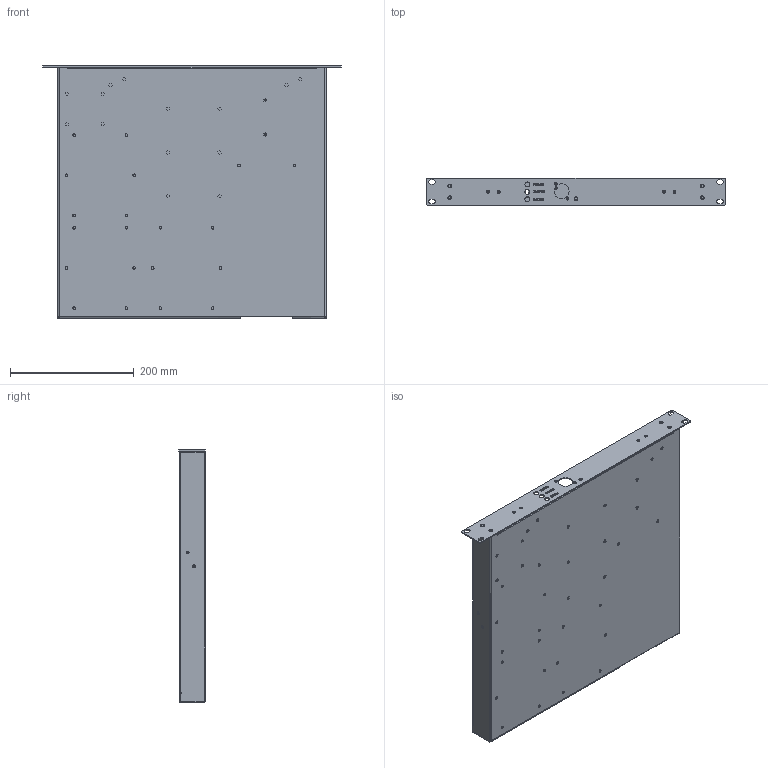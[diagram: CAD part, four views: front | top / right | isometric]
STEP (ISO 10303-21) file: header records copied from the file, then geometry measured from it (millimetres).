
FILE_DESCRIPTION (( 'STEP AP214' ), '1' );
FILE_NAME ('Enclosure with PEMS.STEP', '2019-06-05T20:34:38', ( '' ), ( '' ), 'SwSTEP 2.0', 'SolidWorks 2019', '' );
FILE_SCHEMA (( 'AUTOMOTIVE_DESIGN' ));
Length unit declared in the file: millimetre
Products named in the file (86): FH-M3-15ZI-PennEngineering-08-14-2018; F-M3-1; FH-M3-6ZI; FH-832-6; FHL-M3-15-ZI; FH-M3-12ZI; FH-M3-10Z; BSO-M3-10ZI; FHL-M3-8-ZI; FH-M4-6ZI; TSO-M25-1000ZI-PennEngineering-08-14-2018; 1U CHASSIS; 1U - REAR BEND OFF CHASSIS - FLAT COVER - 16in; 1U FRONT PANEL; 1U FRONT PANEL_1U; FHL-M3-12-ZI; Enclosure with PEMS; keystone-PN630; BSO-M3-8ZI-PennEngineering-08-14-2018; FH-832-6_PEM FH-832-6 X--N
Assembly tree (69 placements, depth 3):
  FH-M3-15ZI-PennEngineering-08-14-2018
  FH-M3-15ZI-PennEngineering-08-14-2018
  F-M3-1
  FH-M3-6ZI
  FH-832-6
Bounding box: 482.6 x 43.69 x 408.31 mm (x, y, z)
Volume: 334047.8 mm3; surface area: 532823.3 mm2
Topology: 68 solids, 68 shells, 1875 faces, 4463 edges, 2934 vertices
Faces by surface type: plane 975, cylinder 434, cone 283, bspline 162, torus 21
Full cylindrical faces by diameter (mm): 2.003 x4, 2.013 x4, 2.449 x10, 2.459 x12, 3 x84, 3.2 x6, 3.251 x1, 3.48 x2, 3.505 x3, 3.78 x14, 3.81 x2, 3.91 x34, 3.99 x28, 4.14 x5, 4.166 x5, 4.2 x42, 4.318 x1, 4.35 x2, 4.953 x5, 5.41 x9, 5.558 x5, 8 x3, 24 x1
Entity records: 30151 total; most frequent: CARTESIAN_POINT 9804, ORIENTED_EDGE 3632, DIRECTION 3597, EDGE_CURVE 1816, VERTEX_POINT 1255, AXIS2_PLACEMENT_3D 1224, LINE 1149, VECTOR 1149
